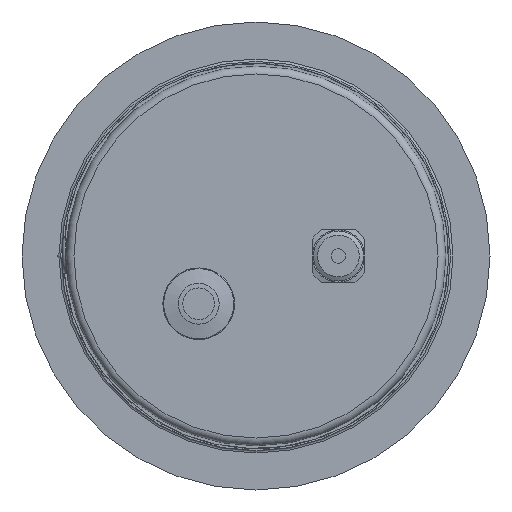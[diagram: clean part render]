
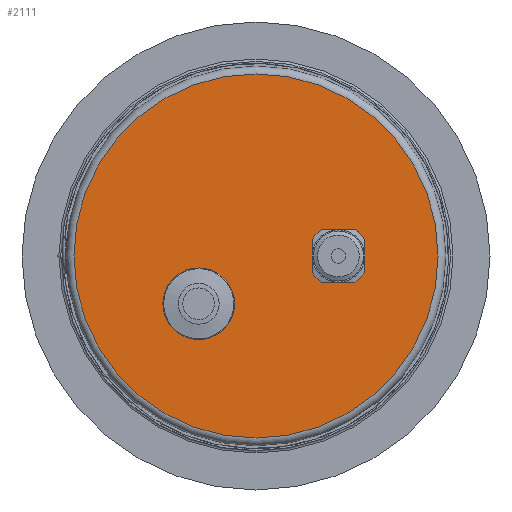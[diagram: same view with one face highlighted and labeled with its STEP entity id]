
A CAD part, front view. The second image highlights one B-rep face of the part: STEP entity #2111.
In plain terms, the highlighted planar face has unit normal (0, -1, 0).
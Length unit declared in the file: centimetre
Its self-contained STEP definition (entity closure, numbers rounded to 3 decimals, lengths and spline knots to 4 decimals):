
#40=FACE_BOUND('',#446,.T.);
#41=FACE_BOUND('',#447,.T.);
#131=PLANE('',#2263);
#309=FACE_OUTER_BOUND('',#445,.T.);
#445=EDGE_LOOP('',(#1561));
#446=EDGE_LOOP('',(#1562));
#447=EDGE_LOOP('',(#1563,#1564,#1565,#1566,#1567,#1568,#1569,#1570,#1571,
#1572,#1573,#1574,#1575,#1576,#1577,#1578,#1579,#1580,#1581));
#706=CIRCLE('',#2264,7.625);
#707=CIRCLE('',#2265,1.5);
#708=CIRCLE('',#2266,1.3);
#709=CIRCLE('',#2267,1.3);
#710=CIRCLE('',#2268,1.3);
#711=CIRCLE('',#2269,1.3);
#833=LINE('',#3417,#912);
#834=LINE('',#3419,#913);
#835=LINE('',#3423,#914);
#836=LINE('',#3427,#915);
#837=LINE('',#3431,#916);
#838=LINE('',#3435,#917);
#839=LINE('',#3437,#918);
#840=LINE('',#3439,#919);
#841=LINE('',#3441,#920);
#842=LINE('',#3443,#921);
#843=LINE('',#3445,#922);
#844=LINE('',#3447,#923);
#845=LINE('',#3449,#924);
#846=LINE('',#3451,#925);
#847=LINE('',#3452,#926);
#912=VECTOR('',#2542,0.2);
#913=VECTOR('',#2543,0.0114);
#914=VECTOR('',#2546,1.3856);
#915=VECTOR('',#2549,1.3856);
#916=VECTOR('',#2552,1.3856);
#917=VECTOR('',#2555,0.1178);
#918=VECTOR('',#2556,0.15);
#919=VECTOR('',#2557,0.2);
#920=VECTOR('',#2558,0.15);
#921=VECTOR('',#2559,0.3447);
#922=VECTOR('',#2560,0.15);
#923=VECTOR('',#2561,0.3606);
#924=VECTOR('',#2562,0.15);
#925=VECTOR('',#2563,0.3447);
#926=VECTOR('',#2564,0.15);
#1028=VERTEX_POINT('',#3411);
#1029=VERTEX_POINT('',#3413);
#1030=VERTEX_POINT('',#3415);
#1031=VERTEX_POINT('',#3416);
#1032=VERTEX_POINT('',#3418);
#1033=VERTEX_POINT('',#3420);
#1034=VERTEX_POINT('',#3422);
#1035=VERTEX_POINT('',#3424);
#1036=VERTEX_POINT('',#3426);
#1037=VERTEX_POINT('',#3428);
#1038=VERTEX_POINT('',#3430);
#1039=VERTEX_POINT('',#3432);
#1040=VERTEX_POINT('',#3434);
#1041=VERTEX_POINT('',#3436);
#1042=VERTEX_POINT('',#3438);
#1043=VERTEX_POINT('',#3440);
#1044=VERTEX_POINT('',#3442);
#1045=VERTEX_POINT('',#3444);
#1046=VERTEX_POINT('',#3446);
#1047=VERTEX_POINT('',#3448);
#1048=VERTEX_POINT('',#3450);
#1242=EDGE_CURVE('',#1028,#1028,#706,.T.);
#1243=EDGE_CURVE('',#1029,#1029,#707,.T.);
#1244=EDGE_CURVE('',#1030,#1031,#833,.T.);
#1245=EDGE_CURVE('',#1031,#1032,#834,.T.);
#1246=EDGE_CURVE('',#1032,#1033,#708,.T.);
#1247=EDGE_CURVE('',#1033,#1034,#835,.T.);
#1248=EDGE_CURVE('',#1034,#1035,#709,.T.);
#1249=EDGE_CURVE('',#1035,#1036,#836,.T.);
#1250=EDGE_CURVE('',#1036,#1037,#710,.T.);
#1251=EDGE_CURVE('',#1037,#1038,#837,.T.);
#1252=EDGE_CURVE('',#1038,#1039,#711,.T.);
#1253=EDGE_CURVE('',#1039,#1040,#838,.T.);
#1254=EDGE_CURVE('',#1040,#1041,#839,.T.);
#1255=EDGE_CURVE('',#1041,#1042,#840,.T.);
#1256=EDGE_CURVE('',#1042,#1043,#841,.T.);
#1257=EDGE_CURVE('',#1043,#1044,#842,.T.);
#1258=EDGE_CURVE('',#1044,#1045,#843,.T.);
#1259=EDGE_CURVE('',#1045,#1046,#844,.T.);
#1260=EDGE_CURVE('',#1046,#1047,#845,.T.);
#1261=EDGE_CURVE('',#1047,#1048,#846,.T.);
#1262=EDGE_CURVE('',#1048,#1030,#847,.T.);
#1561=ORIENTED_EDGE('',*,*,#1242,.T.);
#1562=ORIENTED_EDGE('',*,*,#1243,.T.);
#1563=ORIENTED_EDGE('',*,*,#1244,.T.);
#1564=ORIENTED_EDGE('',*,*,#1245,.T.);
#1565=ORIENTED_EDGE('',*,*,#1246,.T.);
#1566=ORIENTED_EDGE('',*,*,#1247,.T.);
#1567=ORIENTED_EDGE('',*,*,#1248,.T.);
#1568=ORIENTED_EDGE('',*,*,#1249,.T.);
#1569=ORIENTED_EDGE('',*,*,#1250,.T.);
#1570=ORIENTED_EDGE('',*,*,#1251,.T.);
#1571=ORIENTED_EDGE('',*,*,#1252,.T.);
#1572=ORIENTED_EDGE('',*,*,#1253,.T.);
#1573=ORIENTED_EDGE('',*,*,#1254,.T.);
#1574=ORIENTED_EDGE('',*,*,#1255,.T.);
#1575=ORIENTED_EDGE('',*,*,#1256,.T.);
#1576=ORIENTED_EDGE('',*,*,#1257,.T.);
#1577=ORIENTED_EDGE('',*,*,#1258,.T.);
#1578=ORIENTED_EDGE('',*,*,#1259,.T.);
#1579=ORIENTED_EDGE('',*,*,#1260,.T.);
#1580=ORIENTED_EDGE('',*,*,#1261,.T.);
#1581=ORIENTED_EDGE('',*,*,#1262,.T.);
#2111=ADVANCED_FACE('',(#309,#40,#41),#131,.F.);
#2263=AXIS2_PLACEMENT_3D('',#3410,#2536,#2537);
#2264=AXIS2_PLACEMENT_3D('',#3412,#2538,#2539);
#2265=AXIS2_PLACEMENT_3D('',#3414,#2540,#2541);
#2266=AXIS2_PLACEMENT_3D('',#3421,#2544,#2545);
#2267=AXIS2_PLACEMENT_3D('',#3425,#2547,#2548);
#2268=AXIS2_PLACEMENT_3D('',#3429,#2550,#2551);
#2269=AXIS2_PLACEMENT_3D('',#3433,#2553,#2554);
#2536=DIRECTION('center_axis',(0.,1.,0.));
#2537=DIRECTION('ref_axis',(0.,0.,1.));
#2538=DIRECTION('center_axis',(0.,-1.,0.));
#2539=DIRECTION('ref_axis',(0.,0.,
-1.));
#2540=DIRECTION('center_axis',(0.,1.,0.));
#2541=DIRECTION('ref_axis',(0.943,0.,0.334));
#2542=DIRECTION('',(1.,0.,0.));
#2543=DIRECTION('',(0.,0.,1.));
#2544=DIRECTION('center_axis',(0.,1.,0.));
#2545=DIRECTION('ref_axis',(1.,0.,0.));
#2546=DIRECTION('',(0.,0.,-1.));
#2547=DIRECTION('center_axis',(0.,1.,0.));
#2548=DIRECTION('ref_axis',(1.,0.,0.));
#2549=DIRECTION('',(-1.,0.,0.));
#2550=DIRECTION('center_axis',(0.,1.,0.));
#2551=DIRECTION('ref_axis',(1.,0.,0.));
#2552=DIRECTION('',(0.,0.,1.));
#2553=DIRECTION('center_axis',(0.,1.,0.));
#2554=DIRECTION('ref_axis',(1.,0.,0.));
#2555=DIRECTION('',(1.,0.,0.));
#2556=DIRECTION('',(0.,0.,-1.));
#2557=DIRECTION('',(1.,0.,0.));
#2558=DIRECTION('',(0.,0.,1.));
#2559=DIRECTION('',(1.,0.,0.));
#2560=DIRECTION('',(0.,0.,-1.));
#2561=DIRECTION('',(1.,0.,0.));
#2562=DIRECTION('',(0.,0.,1.));
#2563=DIRECTION('',(1.,0.,0.));
#2564=DIRECTION('',(0.,0.,-1.));
#3410=CARTESIAN_POINT('Origin',(0.,3.7,0.));
#3411=CARTESIAN_POINT('',(-3.45,3.7,-7.625));
#3412=CARTESIAN_POINT('Origin',(-3.45,3.7,0.));
#3413=CARTESIAN_POINT('',(-4.436,3.7,-1.4993));
#3414=CARTESIAN_POINT('Origin',(-5.85,3.7,-2.));
#3415=CARTESIAN_POINT('',(0.675,3.7,0.95));
#3416=CARTESIAN_POINT('',(0.875,3.7,0.95));
#3417=CARTESIAN_POINT('',(0.3875,3.7,0.95));
#3418=CARTESIAN_POINT('',(0.875,3.7,0.9614));
#3419=CARTESIAN_POINT('',(0.875,3.7,1.1));
#3420=CARTESIAN_POINT('',(1.1,3.7,0.6928));
#3421=CARTESIAN_POINT('Origin',(0.,3.7,0.));
#3422=CARTESIAN_POINT('',(1.1,3.7,-0.6928));
#3423=CARTESIAN_POINT('',(1.1,3.7,-0.55));
#3424=CARTESIAN_POINT('',(0.6928,3.7,-1.1));
#3425=CARTESIAN_POINT('Origin',(0.,3.7,0.));
#3426=CARTESIAN_POINT('',(-0.6928,3.7,-1.1));
#3427=CARTESIAN_POINT('',(-0.55,3.7,-1.1));
#3428=CARTESIAN_POINT('',(-1.1,3.7,-0.6928));
#3429=CARTESIAN_POINT('Origin',(0.,3.7,0.));
#3430=CARTESIAN_POINT('',(-1.1,3.7,0.6928));
#3431=CARTESIAN_POINT('',(-1.1,3.7,0.55));
#3432=CARTESIAN_POINT('',(-0.6928,3.7,1.1));
#3433=CARTESIAN_POINT('Origin',(0.,3.7,0.));
#3434=CARTESIAN_POINT('',(-0.575,3.7,1.1));
#3435=CARTESIAN_POINT('',(0.55,3.7,1.1));
#3436=CARTESIAN_POINT('',(-0.575,3.7,0.95));
#3437=CARTESIAN_POINT('',(-0.575,3.7,1.1));
#3438=CARTESIAN_POINT('',(-0.375,3.7,0.95));
#3439=CARTESIAN_POINT('',(-0.2375,3.7,0.95));
#3440=CARTESIAN_POINT('',(-0.375,3.7,1.1));
#3441=CARTESIAN_POINT('',(-0.375,3.7,1.1));
#3442=CARTESIAN_POINT('',(-0.0303,3.7,1.1));
#3443=CARTESIAN_POINT('',(0.55,3.7,1.1));
#3444=CARTESIAN_POINT('',(-0.0303,3.7,0.95));
#3445=CARTESIAN_POINT('',(-0.0303,3.7,1.1));
#3446=CARTESIAN_POINT('',(0.3303,3.7,0.95));
#3447=CARTESIAN_POINT('',(0.075,3.7,0.95));
#3448=CARTESIAN_POINT('',(0.3303,3.7,1.1));
#3449=CARTESIAN_POINT('',(0.3303,3.7,1.1));
#3450=CARTESIAN_POINT('',(0.675,3.7,1.1));
#3451=CARTESIAN_POINT('',(0.55,3.7,1.1));
#3452=CARTESIAN_POINT('',(0.675,3.7,1.1));
